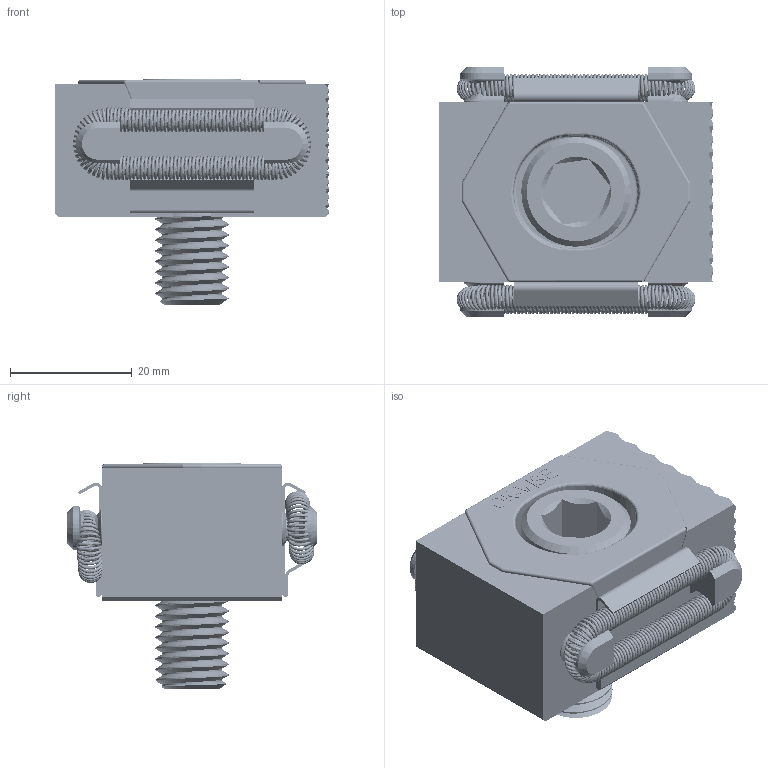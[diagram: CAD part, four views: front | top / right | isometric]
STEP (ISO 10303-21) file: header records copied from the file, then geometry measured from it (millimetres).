
FILE_DESCRIPTION (( 'STEP AP203' ), '1' );
FILE_NAME ('47147.STEP', '2019-11-20T16:50:23', ( 'Marc' ), ( 'Microsoft' ), 'SwSTEP 2.0', 'SolidWorks 2018', '' );
FILE_SCHEMA (( 'CONFIG_CONTROL_DESIGN' ));
Length unit declared in the file: inch
Products named in the file (9): 47134_47134; JDK P S; JDK-P_S_D_S_DTY; 47135_47135; PLDK2-VT-S_PLDK2-VT-S; M1225MM SHCS_M1225MM SHCS; PLDK2-VT; 47147; 47137_47137
Assembly tree (10 placements, depth 3):
  47147
    47137_47137  x2
    47134_47134
    47135_47135  x2
      JDK P S
      JDK-P_S_D_S_DTY
    PLDK2-VT-S_PLDK2-VT-S
    M1225MM SHCS_M1225MM SHCS
    PLDK2-VT
Bounding box: 44.96 x 41 x 37 mm (x, y, z)
Volume: 29030.2 mm3; surface area: 19771.6 mm2
Topology: 10 solids, 10 shells, 3139 faces, 8098 edges, 4802 vertices
Faces by surface type: bspline 1642, plane 1327, cylinder 149, cone 19, torus 2
Entity records: 80702 total; most frequent: CARTESIAN_POINT 32850, ORIENTED_EDGE 10700, DIRECTION 9019, EDGE_CURVE 5350, AXIS2_PLACEMENT_3D 3347, VERTEX_POINT 3158, VECTOR 2325, LINE 2325
